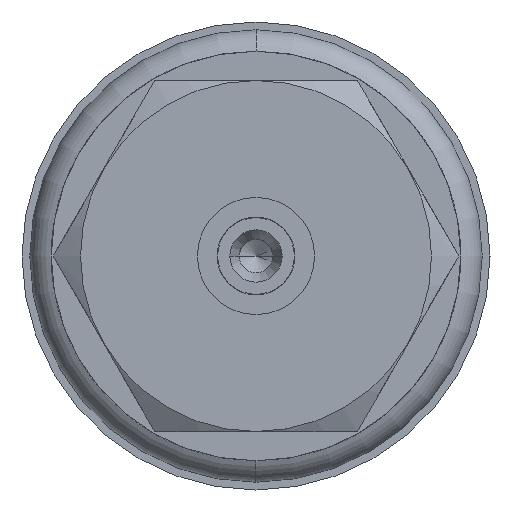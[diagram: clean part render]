
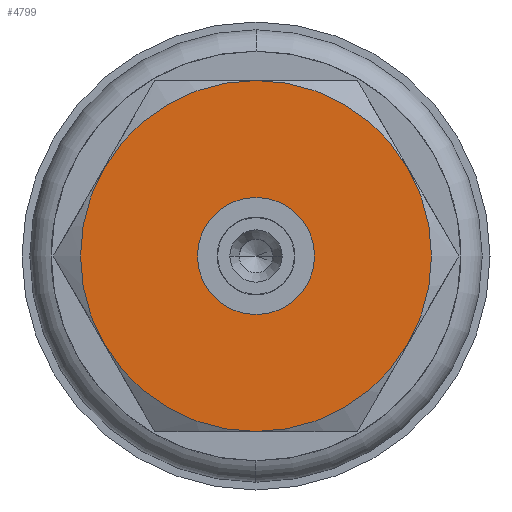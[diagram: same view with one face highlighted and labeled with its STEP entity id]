
A CAD part, left-side view. The second image highlights one B-rep face of the part: STEP entity #4799.
In plain terms, the highlighted planar face has unit normal (-1, 0, 0).
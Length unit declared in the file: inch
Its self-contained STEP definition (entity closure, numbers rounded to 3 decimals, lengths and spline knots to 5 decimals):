
#201 = CARTESIAN_POINT ( 'NONE',  ( 0., 0., -0.225 ) ) ;
#214 = AXIS2_PLACEMENT_3D ( 'NONE', #3061, #2438, #4276 ) ;
#416 = FACE_BOUND ( 'NONE', #3412, .T. ) ;
#466 = AXIS2_PLACEMENT_3D ( 'NONE', #5245, #4517, #3421 ) ;
#510 = DIRECTION ( 'NONE',  ( 1., 0., 0. ) ) ;
#559 = FACE_OUTER_BOUND ( 'NONE', #4940, .T. ) ;
#563 = ORIENTED_EDGE ( 'NONE', *, *, #3720, .F. ) ;
#597 = AXIS2_PLACEMENT_3D ( 'NONE', #5765, #1442, #4061 ) ;
#637 = EDGE_CURVE ( 'NONE', #6156, #1020, #2726, .T. ) ;
#678 = EDGE_CURVE ( 'NONE', #6689, #2919, #2581, .T. ) ;
#724 = CIRCLE ( 'NONE', #7400, 0.225 ) ;
#750 = CARTESIAN_POINT ( 'NONE',  ( 0., 0., 0. ) ) ;
#833 = CARTESIAN_POINT ( 'NONE',  ( 0., 0.19486, -0.1125 ) ) ;
#859 = CIRCLE ( 'NONE', #597, 0.075 ) ;
#1007 = CARTESIAN_POINT ( 'NONE',  ( 0., 0., 0. ) ) ;
#1020 = VERTEX_POINT ( 'NONE', #4220 ) ;
#1279 = DIRECTION ( 'NONE',  ( -1., 0., 0. ) ) ;
#1442 = DIRECTION ( 'NONE',  ( -1., 0., 0. ) ) ;
#1609 = ORIENTED_EDGE ( 'NONE', *, *, #637, .F. ) ;
#1804 = PLANE ( 'NONE',  #3718 ) ;
#1860 = EDGE_CURVE ( 'NONE', #5670, #4493, #724, .T. ) ;
#1949 = ORIENTED_EDGE ( 'NONE', *, *, #2306, .F. ) ;
#2188 = EDGE_CURVE ( 'NONE', #4609, #2874, #3104, .T. ) ;
#2306 = EDGE_CURVE ( 'NONE', #2919, #6689, #859, .T. ) ;
#2327 = AXIS2_PLACEMENT_3D ( 'NONE', #7895, #510, #3027 ) ;
#2415 = ORIENTED_EDGE ( 'NONE', *, *, #1860, .F. ) ;
#2438 = DIRECTION ( 'NONE',  ( -1., 0., 0. ) ) ;
#2581 = CIRCLE ( 'NONE', #214, 0.075 ) ;
#2652 = EDGE_CURVE ( 'NONE', #4609, #1020, #6748, .T. ) ;
#2726 = CIRCLE ( 'NONE', #2327, 0.225 ) ;
#2739 = DIRECTION ( 'NONE',  ( 1., 0., 0. ) ) ;
#2874 = VERTEX_POINT ( 'NONE', #6269 ) ;
#2919 = VERTEX_POINT ( 'NONE', #3463 ) ;
#2922 = CARTESIAN_POINT ( 'NONE',  ( 0., 0., 0.225 ) ) ;
#3027 = DIRECTION ( 'NONE',  ( 0., 0., -1. ) ) ;
#3061 = CARTESIAN_POINT ( 'NONE',  ( 0., 0., 0. ) ) ;
#3104 = CIRCLE ( 'NONE', #6476, 0.225 ) ;
#3168 = CARTESIAN_POINT ( 'NONE',  ( 0., 0., 0. ) ) ;
#3340 = ORIENTED_EDGE ( 'NONE', *, *, #6585, .F. ) ;
#3412 = EDGE_LOOP ( 'NONE', ( #1949, #6737 ) ) ;
#3421 = DIRECTION ( 'NONE',  ( 0., 0., -1. ) ) ;
#3463 = CARTESIAN_POINT ( 'NONE',  ( 0., 0., 0.075 ) ) ;
#3718 = AXIS2_PLACEMENT_3D ( 'NONE', #5553, #8077, #6664 ) ;
#3720 = EDGE_CURVE ( 'NONE', #2874, #5670, #5517, .T. ) ;
#4061 = DIRECTION ( 'NONE',  ( 0., 0., 1. ) ) ;
#4109 = DIRECTION ( 'NONE',  ( 0., 0., -1. ) ) ;
#4220 = CARTESIAN_POINT ( 'NONE',  ( 0., 0.19486, 0.1125 ) ) ;
#4276 = DIRECTION ( 'NONE',  ( 0., 0., 1. ) ) ;
#4307 = DIRECTION ( 'NONE',  ( 0., 0., -1. ) ) ;
#4493 = VERTEX_POINT ( 'NONE', #201 ) ;
#4517 = DIRECTION ( 'NONE',  ( 1., 0., 0. ) ) ;
#4609 = VERTEX_POINT ( 'NONE', #2922 ) ;
#4735 = CARTESIAN_POINT ( 'NONE',  ( 0., -0.19486, -0.1125 ) ) ;
#4799 = ADVANCED_FACE ( 'NONE', ( #416, #559 ), #1804, .F. ) ;
#4854 = ORIENTED_EDGE ( 'NONE', *, *, #2652, .T. ) ;
#4940 = EDGE_LOOP ( 'NONE', ( #3340, #2415, #563, #7842, #4854, #1609 ) ) ;
#5245 = CARTESIAN_POINT ( 'NONE',  ( 0., 0., 0. ) ) ;
#5517 = CIRCLE ( 'NONE', #7495, 0.225 ) ;
#5553 = CARTESIAN_POINT ( 'NONE',  ( 0., 0., 0. ) ) ;
#5560 = CARTESIAN_POINT ( 'NONE',  ( 0., 0., -0.075 ) ) ;
#5566 = DIRECTION ( 'NONE',  ( 0., 0., 1. ) ) ;
#5670 = VERTEX_POINT ( 'NONE', #4735 ) ;
#5701 = CARTESIAN_POINT ( 'NONE',  ( 0., 0., 0. ) ) ;
#5765 = CARTESIAN_POINT ( 'NONE',  ( 0., 0., 0. ) ) ;
#5820 = DIRECTION ( 'NONE',  ( 0., 0., -1. ) ) ;
#6156 = VERTEX_POINT ( 'NONE', #833 ) ;
#6220 = AXIS2_PLACEMENT_3D ( 'NONE', #3168, #1279, #5566 ) ;
#6269 = CARTESIAN_POINT ( 'NONE',  ( 0., -0.19486, 0.1125 ) ) ;
#6476 = AXIS2_PLACEMENT_3D ( 'NONE', #750, #6956, #4307 ) ;
#6585 = EDGE_CURVE ( 'NONE', #4493, #6156, #7524, .T. ) ;
#6664 = DIRECTION ( 'NONE',  ( 0., 0., -1. ) ) ;
#6689 = VERTEX_POINT ( 'NONE', #5560 ) ;
#6737 = ORIENTED_EDGE ( 'NONE', *, *, #678, .F. ) ;
#6748 = CIRCLE ( 'NONE', #6220, 0.225 ) ;
#6956 = DIRECTION ( 'NONE',  ( 1., 0., 0. ) ) ;
#6959 = DIRECTION ( 'NONE',  ( 1., 0., 0. ) ) ;
#7400 = AXIS2_PLACEMENT_3D ( 'NONE', #1007, #2739, #4109 ) ;
#7495 = AXIS2_PLACEMENT_3D ( 'NONE', #5701, #6959, #5820 ) ;
#7524 = CIRCLE ( 'NONE', #466, 0.225 ) ;
#7842 = ORIENTED_EDGE ( 'NONE', *, *, #2188, .F. ) ;
#7895 = CARTESIAN_POINT ( 'NONE',  ( 0., 0., 0. ) ) ;
#8077 = DIRECTION ( 'NONE',  ( 1., 0., 0. ) ) ;
